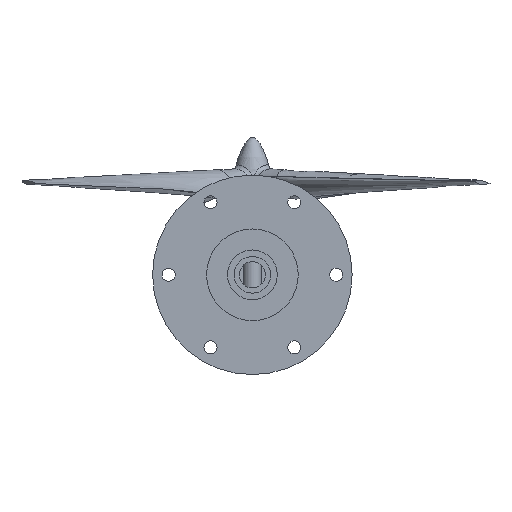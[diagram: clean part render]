
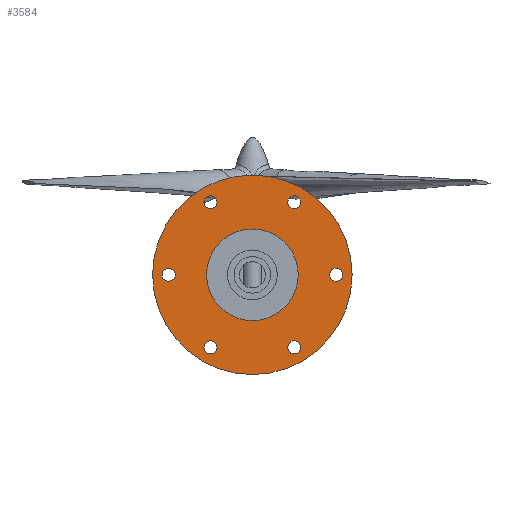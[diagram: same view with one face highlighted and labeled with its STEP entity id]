
A CAD part, front view. The second image highlights one B-rep face of the part: STEP entity #3584.
In plain terms, the highlighted planar face has unit normal (0, -1, 0).
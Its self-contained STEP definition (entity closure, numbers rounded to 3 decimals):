
#1007=CARTESIAN_POINT('',(0.,-268.,0.));
#1008=DIRECTION('',(0.,-1.,0.));
#1009=DIRECTION('',(0.,0.,-1.));
#1010=AXIS2_PLACEMENT_3D('',#1007,#1008,#1009);
#1012=CARTESIAN_POINT('',(0.,-268.,0.));
#1013=DIRECTION('',(0.,-1.,0.));
#1014=DIRECTION('',(0.,0.,1.));
#1015=AXIS2_PLACEMENT_3D('',#1012,#1013,#1014);
#1017=CARTESIAN_POINT('',(32.,-268.,0.));
#1018=DIRECTION('',(0.,1.,0.));
#1019=DIRECTION('',(-1.,0.,0.));
#1020=AXIS2_PLACEMENT_3D('',#1017,#1018,#1019);
#1022=CARTESIAN_POINT('',(32.,-268.,0.));
#1023=DIRECTION('',(0.,1.,0.));
#1024=DIRECTION('',(1.,0.,0.));
#1025=AXIS2_PLACEMENT_3D('',#1022,#1023,#1024);
#1027=CARTESIAN_POINT('',(16.,-268.,27.713));
#1028=DIRECTION('',(0.,1.,0.));
#1029=DIRECTION('',(-1.,0.,0.));
#1030=AXIS2_PLACEMENT_3D('',#1027,#1028,#1029);
#1032=CARTESIAN_POINT('',(16.,-268.,27.713));
#1033=DIRECTION('',(0.,1.,0.));
#1034=DIRECTION('',(1.,0.,0.));
#1035=AXIS2_PLACEMENT_3D('',#1032,#1033,#1034);
#1037=CARTESIAN_POINT('',(-16.,-268.,27.713));
#1038=DIRECTION('',(0.,1.,0.));
#1039=DIRECTION('',(-1.,0.,0.));
#1040=AXIS2_PLACEMENT_3D('',#1037,#1038,#1039);
#1042=CARTESIAN_POINT('',(-16.,-268.,27.713));
#1043=DIRECTION('',(0.,1.,0.));
#1044=DIRECTION('',(1.,0.,0.));
#1045=AXIS2_PLACEMENT_3D('',#1042,#1043,#1044);
#1047=CARTESIAN_POINT('',(-32.,-268.,0.));
#1048=DIRECTION('',(0.,1.,0.));
#1049=DIRECTION('',(-1.,0.,0.));
#1050=AXIS2_PLACEMENT_3D('',#1047,#1048,#1049);
#1052=CARTESIAN_POINT('',(-32.,-268.,0.));
#1053=DIRECTION('',(0.,1.,0.));
#1054=DIRECTION('',(1.,0.,0.));
#1055=AXIS2_PLACEMENT_3D('',#1052,#1053,#1054);
#1057=CARTESIAN_POINT('',(-16.,-268.,-27.713));
#1058=DIRECTION('',(0.,1.,0.));
#1059=DIRECTION('',(-1.,0.,0.));
#1060=AXIS2_PLACEMENT_3D('',#1057,#1058,#1059);
#1062=CARTESIAN_POINT('',(-16.,-268.,-27.713));
#1063=DIRECTION('',(0.,1.,0.));
#1064=DIRECTION('',(1.,0.,0.));
#1065=AXIS2_PLACEMENT_3D('',#1062,#1063,#1064);
#1067=CARTESIAN_POINT('',(16.,-268.,-27.713));
#1068=DIRECTION('',(0.,1.,0.));
#1069=DIRECTION('',(-1.,0.,0.));
#1070=AXIS2_PLACEMENT_3D('',#1067,#1068,#1069);
#1072=CARTESIAN_POINT('',(16.,-268.,-27.713));
#1073=DIRECTION('',(0.,1.,0.));
#1074=DIRECTION('',(1.,0.,0.));
#1075=AXIS2_PLACEMENT_3D('',#1072,#1073,#1074);
#1077=CARTESIAN_POINT('',(0.,-268.,0.));
#1078=DIRECTION('',(0.,-1.,0.));
#1079=DIRECTION('',(1.,0.,0.));
#1080=AXIS2_PLACEMENT_3D('',#1077,#1078,#1079);
#1082=CARTESIAN_POINT('',(0.,-268.,0.));
#1083=DIRECTION('',(0.,-1.,0.));
#1084=DIRECTION('',(-1.,0.,0.));
#1085=AXIS2_PLACEMENT_3D('',#1082,#1083,#1084);
#1467=CARTESIAN_POINT('',(0.,-268.,-38.1));
#1468=CARTESIAN_POINT('',(0.,-268.,38.1));
#1469=VERTEX_POINT('',#1467);
#1470=VERTEX_POINT('',#1468);
#1475=CARTESIAN_POINT('',(29.5,-268.,0.));
#1476=CARTESIAN_POINT('',(34.5,-268.,0.));
#1477=VERTEX_POINT('',#1475);
#1478=VERTEX_POINT('',#1476);
#1483=CARTESIAN_POINT('',(13.5,-268.,27.713));
#1484=CARTESIAN_POINT('',(18.5,-268.,27.713));
#1485=VERTEX_POINT('',#1483);
#1486=VERTEX_POINT('',#1484);
#1491=CARTESIAN_POINT('',(-18.5,-268.,27.713));
#1492=CARTESIAN_POINT('',(-13.5,-268.,27.713));
#1493=VERTEX_POINT('',#1491);
#1494=VERTEX_POINT('',#1492);
#1499=CARTESIAN_POINT('',(-34.5,-268.,0.));
#1500=CARTESIAN_POINT('',(-29.5,-268.,0.));
#1501=VERTEX_POINT('',#1499);
#1502=VERTEX_POINT('',#1500);
#1507=CARTESIAN_POINT('',(-18.5,-268.,-27.713));
#1508=CARTESIAN_POINT('',(-13.5,-268.,-27.713));
#1509=VERTEX_POINT('',#1507);
#1510=VERTEX_POINT('',#1508);
#1515=CARTESIAN_POINT('',(13.5,-268.,-27.713));
#1516=CARTESIAN_POINT('',(18.5,-268.,-27.713));
#1517=VERTEX_POINT('',#1515);
#1518=VERTEX_POINT('',#1516);
#1523=CARTESIAN_POINT('',(17.5,-268.,0.));
#1524=CARTESIAN_POINT('',(-17.5,-268.,0.));
#1525=VERTEX_POINT('',#1523);
#1526=VERTEX_POINT('',#1524);
#3532=CARTESIAN_POINT('',(0.,-268.,0.));
#3533=DIRECTION('',(0.,-1.,0.));
#3534=DIRECTION('',(0.,0.,-1.));
#3535=AXIS2_PLACEMENT_3D('',#3532,#3533,#3534);
#3536=PLANE('',#3535);
#3538=ORIENTED_EDGE('',*,*,#3537,.F.);
#3540=ORIENTED_EDGE('',*,*,#3539,.F.);
#3541=EDGE_LOOP('',(#3538,#3540));
#3542=FACE_OUTER_BOUND('',#3541,.F.);
#3544=ORIENTED_EDGE('',*,*,#3543,.F.);
#3546=ORIENTED_EDGE('',*,*,#3545,.F.);
#3547=EDGE_LOOP('',(#3544,#3546));
#3548=FACE_BOUND('',#3547,.F.);
#3550=ORIENTED_EDGE('',*,*,#3549,.F.);
#3552=ORIENTED_EDGE('',*,*,#3551,.F.);
#3553=EDGE_LOOP('',(#3550,#3552));
#3554=FACE_BOUND('',#3553,.F.);
#3556=ORIENTED_EDGE('',*,*,#3555,.F.);
#3558=ORIENTED_EDGE('',*,*,#3557,.F.);
#3559=EDGE_LOOP('',(#3556,#3558));
#3560=FACE_BOUND('',#3559,.F.);
#3562=ORIENTED_EDGE('',*,*,#3561,.F.);
#3564=ORIENTED_EDGE('',*,*,#3563,.F.);
#3565=EDGE_LOOP('',(#3562,#3564));
#3566=FACE_BOUND('',#3565,.F.);
#3568=ORIENTED_EDGE('',*,*,#3567,.F.);
#3570=ORIENTED_EDGE('',*,*,#3569,.F.);
#3571=EDGE_LOOP('',(#3568,#3570));
#3572=FACE_BOUND('',#3571,.F.);
#3574=ORIENTED_EDGE('',*,*,#3573,.F.);
#3576=ORIENTED_EDGE('',*,*,#3575,.F.);
#3577=EDGE_LOOP('',(#3574,#3576));
#3578=FACE_BOUND('',#3577,.F.);
#3579=ORIENTED_EDGE('',*,*,#3522,.T.);
#3581=ORIENTED_EDGE('',*,*,#3580,.T.);
#3582=EDGE_LOOP('',(#3579,#3581));
#3583=FACE_BOUND('',#3582,.F.);
#3584=ADVANCED_FACE('',(#3542,#3548,#3554,#3560,#3566,#3572,#3578,#3583),#3536,
.T.);
#1011=CIRCLE('',#1010,38.1);
#1016=CIRCLE('',#1015,38.1);
#1021=CIRCLE('',#1020,2.5);
#1026=CIRCLE('',#1025,2.5);
#1031=CIRCLE('',#1030,2.5);
#1036=CIRCLE('',#1035,2.5);
#1041=CIRCLE('',#1040,2.5);
#1046=CIRCLE('',#1045,2.5);
#1051=CIRCLE('',#1050,2.5);
#1056=CIRCLE('',#1055,2.5);
#1061=CIRCLE('',#1060,2.5);
#1066=CIRCLE('',#1065,2.5);
#1071=CIRCLE('',#1070,2.5);
#1076=CIRCLE('',#1075,2.5);
#1081=CIRCLE('',#1080,17.5);
#1086=CIRCLE('',#1085,17.5);
#3522=EDGE_CURVE('',#1525,#1526,#1081,.T.);
#3537=EDGE_CURVE('',#1469,#1470,#1011,.T.);
#3539=EDGE_CURVE('',#1470,#1469,#1016,.T.);
#3543=EDGE_CURVE('',#1477,#1478,#1021,.T.);
#3545=EDGE_CURVE('',#1478,#1477,#1026,.T.);
#3549=EDGE_CURVE('',#1485,#1486,#1031,.T.);
#3551=EDGE_CURVE('',#1486,#1485,#1036,.T.);
#3555=EDGE_CURVE('',#1493,#1494,#1041,.T.);
#3557=EDGE_CURVE('',#1494,#1493,#1046,.T.);
#3561=EDGE_CURVE('',#1501,#1502,#1051,.T.);
#3563=EDGE_CURVE('',#1502,#1501,#1056,.T.);
#3567=EDGE_CURVE('',#1509,#1510,#1061,.T.);
#3569=EDGE_CURVE('',#1510,#1509,#1066,.T.);
#3573=EDGE_CURVE('',#1517,#1518,#1071,.T.);
#3575=EDGE_CURVE('',#1518,#1517,#1076,.T.);
#3580=EDGE_CURVE('',#1526,#1525,#1086,.T.);
